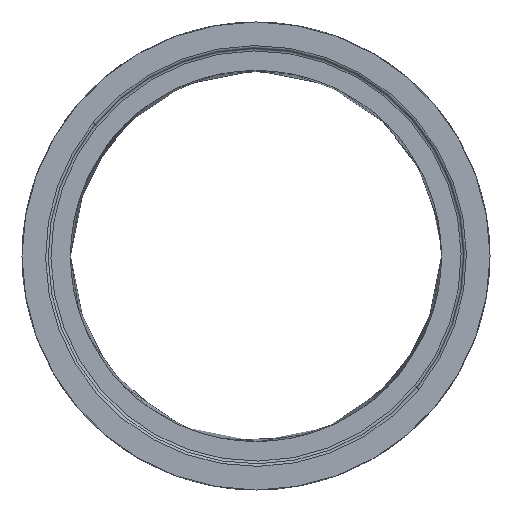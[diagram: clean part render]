
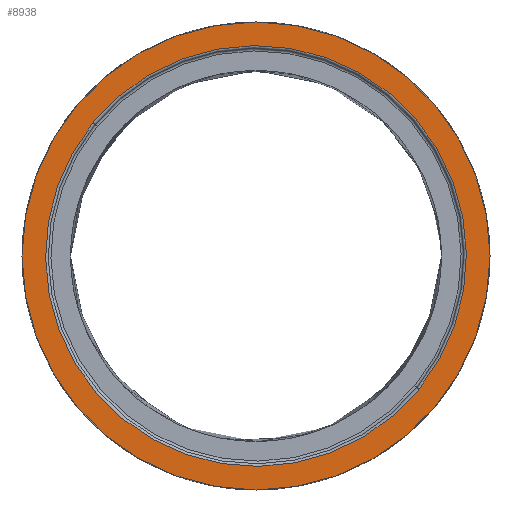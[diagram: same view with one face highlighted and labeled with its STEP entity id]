
A CAD part, front view. The second image highlights one B-rep face of the part: STEP entity #8938.
In plain terms, the highlighted face is planar.
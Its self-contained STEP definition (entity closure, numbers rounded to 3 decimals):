
#532 = EDGE_CURVE ( 'NONE', #1733, #6632, #7429, .T. ) ;
#786 = CARTESIAN_POINT ( 'NONE',  ( 0., 0., -125. ) ) ;
#793 = AXIS2_PLACEMENT_3D ( 'NONE', #12905, #16634, #9430 ) ;
#1733 = VERTEX_POINT ( 'NONE', #17763 ) ;
#2565 = CARTESIAN_POINT ( 'NONE',  ( 0., 0., -125. ) ) ;
#3747 = AXIS2_PLACEMENT_3D ( 'NONE', #6825, #6596, #4974 ) ;
#3980 = CARTESIAN_POINT ( 'NONE',  ( 615.055, 502.139, -125. ) ) ;
#4338 = EDGE_LOOP ( 'NONE', ( #16174, #6639 ) ) ;
#4961 = ORIENTED_EDGE ( 'NONE', *, *, #7870, .F. ) ;
#4974 = DIRECTION ( 'NONE',  ( 1., 0., 0. ) ) ;
#5241 = CARTESIAN_POINT ( 'NONE',  ( 883., 0., -125. ) ) ;
#6487 = FACE_OUTER_BOUND ( 'NONE', #11527, .T. ) ;
#6596 = DIRECTION ( 'NONE',  ( 0., 0., 1. ) ) ;
#6632 = VERTEX_POINT ( 'NONE', #5241 ) ;
#6639 = ORIENTED_EDGE ( 'NONE', *, *, #16757, .T. ) ;
#6658 = AXIS2_PLACEMENT_3D ( 'NONE', #786, #20280, #11457 ) ;
#6825 = CARTESIAN_POINT ( 'NONE',  ( 0., 0., -125. ) ) ;
#7429 = CIRCLE ( 'NONE', #13348, 883. ) ;
#7814 = VERTEX_POINT ( 'NONE', #3980 ) ;
#7870 = EDGE_CURVE ( 'NONE', #6632, #1733, #22653, .T. ) ;
#8938 = ADVANCED_FACE ( 'NONE', ( #17506, #6487 ), #20639, .F. ) ;
#9198 = CARTESIAN_POINT ( 'NONE',  ( 0., 0., -125. ) ) ;
#9265 = VERTEX_POINT ( 'NONE', #9398 ) ;
#9275 = CIRCLE ( 'NONE', #12230, 794. ) ;
#9398 = CARTESIAN_POINT ( 'NONE',  ( -615.055, -502.139, -125. ) ) ;
#9430 = DIRECTION ( 'NONE',  ( 1., 0., 0. ) ) ;
#11061 = DIRECTION ( 'NONE',  ( 0., 0., 1. ) ) ;
#11457 = DIRECTION ( 'NONE',  ( 0.775, 0.632, 0. ) ) ;
#11527 = EDGE_LOOP ( 'NONE', ( #4961, #18236 ) ) ;
#12230 = AXIS2_PLACEMENT_3D ( 'NONE', #2565, #13228, #22401 ) ;
#12905 = CARTESIAN_POINT ( 'NONE',  ( 0., 0., -125. ) ) ;
#13228 = DIRECTION ( 'NONE',  ( 0., 0., 1. ) ) ;
#13348 = AXIS2_PLACEMENT_3D ( 'NONE', #9198, #11061, #21273 ) ;
#14992 = EDGE_CURVE ( 'NONE', #7814, #9265, #21114, .T. ) ;
#16174 = ORIENTED_EDGE ( 'NONE', *, *, #14992, .T. ) ;
#16634 = DIRECTION ( 'NONE',  ( 0., 0., 1. ) ) ;
#16757 = EDGE_CURVE ( 'NONE', #9265, #7814, #9275, .T. ) ;
#17506 = FACE_BOUND ( 'NONE', #4338, .T. ) ;
#17763 = CARTESIAN_POINT ( 'NONE',  ( -883., 0., -125. ) ) ;
#18236 = ORIENTED_EDGE ( 'NONE', *, *, #532, .F. ) ;
#20280 = DIRECTION ( 'NONE',  ( 0., 0., 1. ) ) ;
#20639 = PLANE ( 'NONE',  #3747 ) ;
#21114 = CIRCLE ( 'NONE', #6658, 794. ) ;
#21273 = DIRECTION ( 'NONE',  ( 1., 0., 0. ) ) ;
#22401 = DIRECTION ( 'NONE',  ( 0.775, 0.632, 0. ) ) ;
#22653 = CIRCLE ( 'NONE', #793, 883. ) ;
